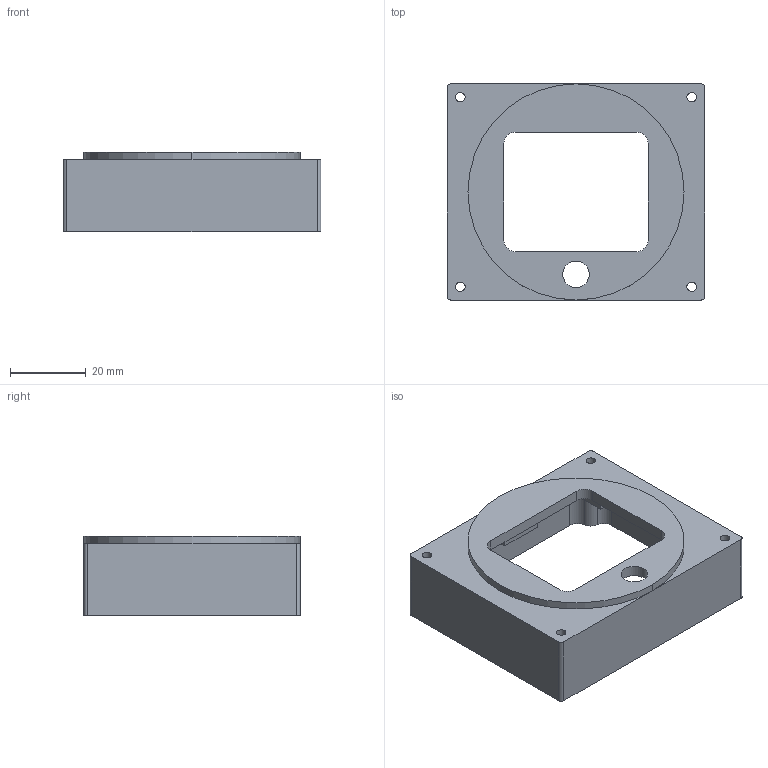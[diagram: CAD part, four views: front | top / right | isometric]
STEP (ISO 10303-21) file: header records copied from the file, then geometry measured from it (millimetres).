
FILE_DESCRIPTION(('FreeCAD Model'),'2;1');
FILE_NAME('boitier_horus.step', '2018-12-10T21:33:17',('Author'),(''), 'Open CASCADE STEP processor 7.2','FreeCAD','Unknown');
FILE_SCHEMA(('AUTOMOTIVE_DESIGN { 1 0 10303 214 1 1 1 1 }'));
Length unit declared in the file: millimetre
Products named in the file (1): Cut003
Bounding box: 68 x 57 x 21 mm (x, y, z)
Volume: 17081.5 mm3; surface area: 15372.5 mm2
Topology: 1 solids, 1 shells, 86 faces, 238 edges, 156 vertices
Faces by surface type: cylinder 46, plane 36, cone 4
Full cylindrical faces by diameter (mm): 2.5 x8, 7 x1
Entity records: 6554 total; most frequent: CARTESIAN_POINT 1267, DIRECTION 891, LINE 494, VECTOR 494, ORIENTED_EDGE 468, PCURVE 468, DEFINITIONAL_REPRESENTATION 468, EDGE_CURVE 234
